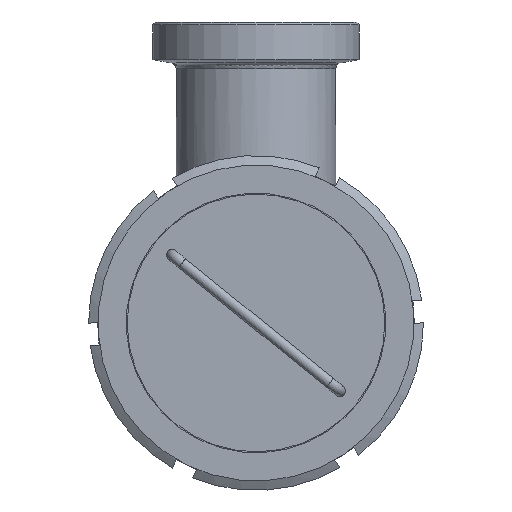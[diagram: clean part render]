
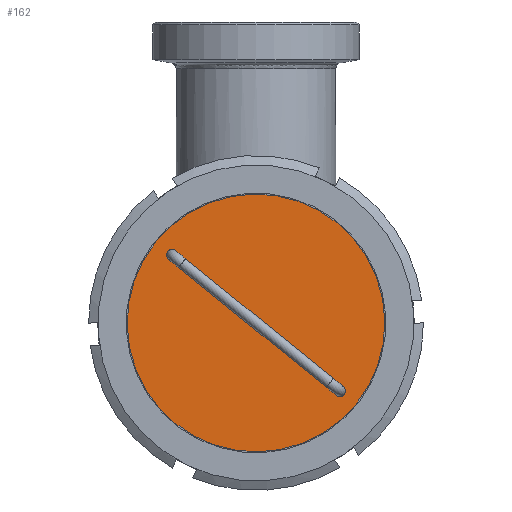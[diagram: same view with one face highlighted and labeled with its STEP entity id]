
A CAD part, left-side view. The second image highlights one B-rep face of the part: STEP entity #162.
In plain terms, the highlighted planar face has unit normal (-1, 0, 0).
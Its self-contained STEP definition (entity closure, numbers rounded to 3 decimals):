
#124=CARTESIAN_POINT('',(-388.5,21.561,-26.611));
#125=DIRECTION('',(-1.0,0.0,0.0));
#126=DIRECTION('',(0.0,0.777,0.63));
#127=AXIS2_PLACEMENT_3D('',#124,#125,#126);
#128=PLANE('',#127);
#129=CARTESIAN_POINT('',(-388.5,43.123,-53.223));
#130=VERTEX_POINT('',#129);
#131=CARTESIAN_POINT('',(-388.5,0.,0.));
#132=DIRECTION('',(-1.,0.0,0.0));
#133=DIRECTION('',(0.0,0.63,-0.777));
#134=AXIS2_PLACEMENT_3D('',#131,#132,#133);
#135=CIRCLE('',#134,68.5);
#136=EDGE_CURVE('',#130,#130,#135,.T.);
#137=ORIENTED_EDGE('',*,*,#136,.T.);
#138=EDGE_LOOP('',(#137));
#139=FACE_OUTER_BOUND('',#138,.T.);
#140=CARTESIAN_POINT('',(-388.5,47.007,38.087));
#141=VERTEX_POINT('',#140);
#142=CARTESIAN_POINT('',(-388.5,44.676,36.198));
#143=DIRECTION('',(1.0,0.,0.));
#144=DIRECTION('',(0.,-0.777,-0.63));
#145=AXIS2_PLACEMENT_3D('',#142,#143,#144);
#146=CIRCLE('',#145,3.);
#147=EDGE_CURVE('',#141,#141,#146,.T.);
#148=ORIENTED_EDGE('',*,*,#147,.T.);
#149=EDGE_LOOP('',(#148));
#150=FACE_BOUND('',#149,.T.);
#151=CARTESIAN_POINT('',(-388.5,-47.007,-38.087));
#152=VERTEX_POINT('',#151);
#153=CARTESIAN_POINT('',(-388.5,-44.676,-36.198));
#154=DIRECTION('',(1.0,0.,0.));
#155=DIRECTION('',(0.,0.777,0.63));
#156=AXIS2_PLACEMENT_3D('',#153,#154,#155);
#157=CIRCLE('',#156,3.);
#158=EDGE_CURVE('',#152,#152,#157,.T.);
#159=ORIENTED_EDGE('',*,*,#158,.T.);
#160=EDGE_LOOP('',(#159));
#161=FACE_BOUND('',#160,.T.);
#162=ADVANCED_FACE('',(#139,#150,#161),#128,.T.);
